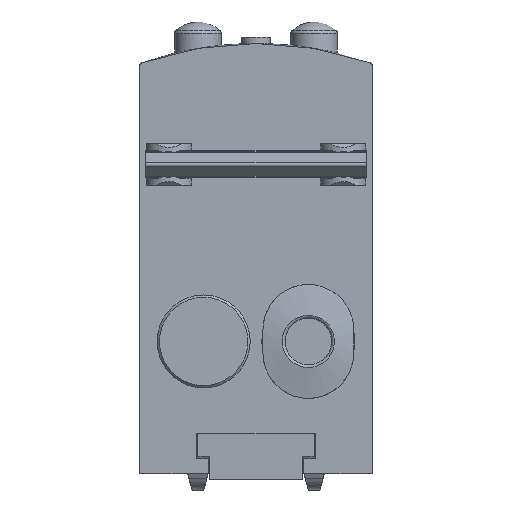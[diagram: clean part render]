
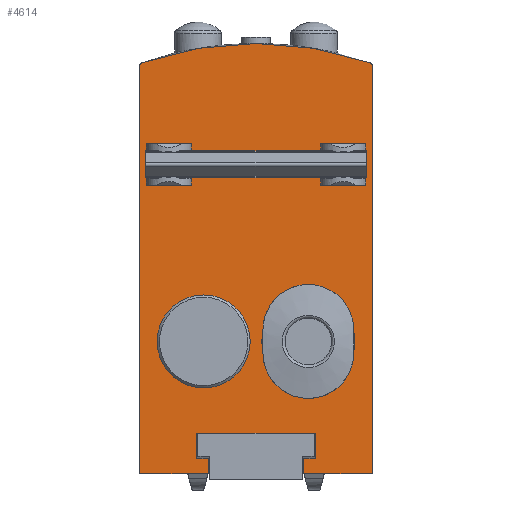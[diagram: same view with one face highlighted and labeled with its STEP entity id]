
A CAD part, front view. The second image highlights one B-rep face of the part: STEP entity #4614.
In plain terms, the highlighted planar face has unit normal (0, -1, 0).
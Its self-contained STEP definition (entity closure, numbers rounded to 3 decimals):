
#61=PLANE('',#4869);
#205=LINE('',#6139,#517);
#206=LINE('',#6179,#518);
#207=LINE('',#6184,#519);
#208=LINE('',#6192,#520);
#210=LINE('',#6231,#522);
#212=LINE('',#6234,#524);
#213=LINE('',#6243,#525);
#214=LINE('',#6283,#526);
#215=LINE('',#6288,#527);
#216=LINE('',#6296,#528);
#218=LINE('',#6335,#530);
#220=LINE('',#6338,#532);
#246=LINE('',#6482,#558);
#254=LINE('',#6498,#566);
#257=LINE('',#6504,#569);
#258=LINE('',#6505,#570);
#259=LINE('',#6506,#571);
#260=LINE('',#6507,#572);
#261=LINE('',#6508,#573);
#262=LINE('',#6511,#574);
#263=LINE('',#6516,#575);
#264=LINE('',#6518,#576);
#265=LINE('',#6520,#577);
#266=LINE('',#6522,#578);
#267=LINE('',#6524,#579);
#268=LINE('',#6525,#580);
#269=LINE('',#6526,#581);
#270=LINE('',#6528,#582);
#271=LINE('',#6530,#583);
#517=VECTOR('',#5156,1000.);
#518=VECTOR('',#5165,1000.);
#519=VECTOR('',#5170,1000.);
#520=VECTOR('',#5177,1000.);
#522=VECTOR('',#5187,1000.);
#524=VECTOR('',#5191,1000.);
#525=VECTOR('',#5200,1000.);
#526=VECTOR('',#5209,1000.);
#527=VECTOR('',#5214,1000.);
#528=VECTOR('',#5221,1000.);
#530=VECTOR('',#5231,1000.);
#532=VECTOR('',#5235,1000.);
#558=VECTOR('',#5305,1000.);
#566=VECTOR('',#5313,1000.);
#569=VECTOR('',#5318,1000.);
#570=VECTOR('',#5319,1000.);
#571=VECTOR('',#5320,1000.);
#572=VECTOR('',#5321,1000.);
#573=VECTOR('',#5322,1000.);
#574=VECTOR('',#5323,1000.);
#575=VECTOR('',#5328,1000.);
#576=VECTOR('',#5329,1000.);
#577=VECTOR('',#5330,1000.);
#578=VECTOR('',#5331,1000.);
#579=VECTOR('',#5332,1000.);
#580=VECTOR('',#5333,1000.);
#581=VECTOR('',#5334,1000.);
#582=VECTOR('',#5335,1000.);
#583=VECTOR('',#5336,1000.);
#976=ORIENTED_EDGE('',*,*,#1788,.F.);
#977=ORIENTED_EDGE('',*,*,#1818,.F.);
#978=ORIENTED_EDGE('',*,*,#1799,.F.);
#979=ORIENTED_EDGE('',*,*,#1908,.F.);
#980=ORIENTED_EDGE('',*,*,#1822,.F.);
#981=ORIENTED_EDGE('',*,*,#1852,.F.);
#982=ORIENTED_EDGE('',*,*,#1833,.F.);
#983=ORIENTED_EDGE('',*,*,#1909,.F.);
#984=ORIENTED_EDGE('',*,*,#1801,.F.);
#985=ORIENTED_EDGE('',*,*,#1910,.T.);
#986=ORIENTED_EDGE('',*,*,#1805,.F.);
#987=ORIENTED_EDGE('',*,*,#1816,.T.);
#988=ORIENTED_EDGE('',*,*,#1835,.F.);
#989=ORIENTED_EDGE('',*,*,#1911,.T.);
#990=ORIENTED_EDGE('',*,*,#1839,.F.);
#991=ORIENTED_EDGE('',*,*,#1850,.T.);
#992=ORIENTED_EDGE('',*,*,#1912,.F.);
#993=ORIENTED_EDGE('',*,*,#1913,.F.);
#994=ORIENTED_EDGE('',*,*,#1914,.F.);
#995=ORIENTED_EDGE('',*,*,#1856,.F.);
#996=ORIENTED_EDGE('',*,*,#1915,.F.);
#997=ORIENTED_EDGE('',*,*,#1916,.T.);
#998=ORIENTED_EDGE('',*,*,#1917,.F.);
#999=ORIENTED_EDGE('',*,*,#1918,.T.);
#1000=ORIENTED_EDGE('',*,*,#1919,.T.);
#1001=ORIENTED_EDGE('',*,*,#1920,.T.);
#1002=ORIENTED_EDGE('',*,*,#1897,.T.);
#1003=ORIENTED_EDGE('',*,*,#1921,.T.);
#1004=ORIENTED_EDGE('',*,*,#1905,.T.);
#1005=ORIENTED_EDGE('',*,*,#1922,.T.);
#1006=ORIENTED_EDGE('',*,*,#1923,.T.);
#1007=ORIENTED_EDGE('',*,*,#1924,.T.);
#1008=ORIENTED_EDGE('',*,*,#1925,.F.);
#1009=ORIENTED_EDGE('',*,*,#1926,.F.);
#1788=EDGE_CURVE('',#2260,#2261,#205,.F.);
#1799=EDGE_CURVE('',#2271,#2257,#206,.T.);
#1801=EDGE_CURVE('',#2272,#2274,#207,.F.);
#1805=EDGE_CURVE('',#2277,#2278,#208,.T.);
#1816=EDGE_CURVE('',#2277,#2274,#210,.T.);
#1818=EDGE_CURVE('',#2257,#2260,#212,.T.);
#1822=EDGE_CURVE('',#2290,#2291,#213,.F.);
#1833=EDGE_CURVE('',#2301,#2287,#214,.T.);
#1835=EDGE_CURVE('',#2302,#2304,#215,.F.);
#1839=EDGE_CURVE('',#2307,#2308,#216,.T.);
#1850=EDGE_CURVE('',#2307,#2304,#218,.T.);
#1852=EDGE_CURVE('',#2287,#2290,#220,.T.);
#1856=EDGE_CURVE('',#2320,#2321,#2615,.T.);
#1897=EDGE_CURVE('',#2358,#2357,#246,.T.);
#1905=EDGE_CURVE('',#2366,#2365,#254,.T.);
#1908=EDGE_CURVE('',#2261,#2271,#257,.T.);
#1909=EDGE_CURVE('',#2291,#2301,#258,.T.);
#1910=EDGE_CURVE('',#2272,#2278,#259,.T.);
#1911=EDGE_CURVE('',#2302,#2308,#260,.T.);
#1912=EDGE_CURVE('',#2368,#2369,#261,.T.);
#1913=EDGE_CURVE('',#2370,#2368,#262,.T.);
#1914=EDGE_CURVE('',#2321,#2370,#2625,.T.);
#1915=EDGE_CURVE('',#2371,#2320,#2626,.T.);
#1916=EDGE_CURVE('',#2371,#2372,#263,.T.);
#1917=EDGE_CURVE('',#2373,#2372,#264,.T.);
#1918=EDGE_CURVE('',#2373,#2374,#265,.T.);
#1919=EDGE_CURVE('',#2374,#2375,#266,.T.);
#1920=EDGE_CURVE('',#2375,#2358,#267,.T.);
#1921=EDGE_CURVE('',#2357,#2366,#268,.T.);
#1922=EDGE_CURVE('',#2365,#2376,#269,.T.);
#1923=EDGE_CURVE('',#2376,#2377,#270,.T.);
#1924=EDGE_CURVE('',#2377,#2369,#271,.T.);
#1925=EDGE_CURVE('',#2378,#2378,#2627,.F.);
#1926=EDGE_CURVE('',#2379,#2379,#2628,.F.);
#2257=VERTEX_POINT('',#6133);
#2260=VERTEX_POINT('',#6138);
#2261=VERTEX_POINT('',#6140);
#2271=VERTEX_POINT('',#6178);
#2272=VERTEX_POINT('',#6182);
#2274=VERTEX_POINT('',#6185);
#2277=VERTEX_POINT('',#6191);
#2278=VERTEX_POINT('',#6193);
#2287=VERTEX_POINT('',#6237);
#2290=VERTEX_POINT('',#6242);
#2291=VERTEX_POINT('',#6244);
#2301=VERTEX_POINT('',#6282);
#2302=VERTEX_POINT('',#6286);
#2304=VERTEX_POINT('',#6289);
#2307=VERTEX_POINT('',#6295);
#2308=VERTEX_POINT('',#6297);
#2320=VERTEX_POINT('',#6358);
#2321=VERTEX_POINT('',#6359);
#2357=VERTEX_POINT('',#6481);
#2358=VERTEX_POINT('',#6483);
#2365=VERTEX_POINT('',#6497);
#2366=VERTEX_POINT('',#6499);
#2368=VERTEX_POINT('',#6509);
#2369=VERTEX_POINT('',#6510);
#2370=VERTEX_POINT('',#6512);
#2371=VERTEX_POINT('',#6515);
#2372=VERTEX_POINT('',#6517);
#2373=VERTEX_POINT('',#6519);
#2374=VERTEX_POINT('',#6521);
#2375=VERTEX_POINT('',#6523);
#2376=VERTEX_POINT('',#6527);
#2377=VERTEX_POINT('',#6529);
#2378=VERTEX_POINT('',#6532);
#2379=VERTEX_POINT('',#6534);
#2615=CIRCLE('',#4851,30.);
#2625=CIRCLE('',#4870,0.3);
#2626=CIRCLE('',#4871,0.3);
#2627=CIRCLE('',#4872,4.);
#2628=CIRCLE('',#4873,4.);
#2732=EDGE_LOOP('',(#976,#977,#978,#979));
#2733=EDGE_LOOP('',(#980,#981,#982,#983));
#2734=EDGE_LOOP('',(#984,#985,#986,#987));
#2735=EDGE_LOOP('',(#988,#989,#990,#991));
#2736=EDGE_LOOP('',(#992,#993,#994,#995,#996,#997,#998,#999,#1000,#1001,
#1002,#1003,#1004,#1005,#1006,#1007));
#2737=EDGE_LOOP('',(#1008));
#2738=EDGE_LOOP('',(#1009));
#3000=FACE_BOUND('',#2732,.T.);
#3001=FACE_BOUND('',#2733,.T.);
#3002=FACE_BOUND('',#2734,.T.);
#3003=FACE_BOUND('',#2735,.T.);
#3004=FACE_BOUND('',#2736,.T.);
#3005=FACE_BOUND('',#2737,.T.);
#3006=FACE_BOUND('',#2738,.T.);
#4614=ADVANCED_FACE('',(#3000,#3001,#3002,#3003,#3004,#3005,#3006),#61,
 .F.);
#4851=AXIS2_PLACEMENT_3D('',#6357,#5244,#5245);
#4869=AXIS2_PLACEMENT_3D('',#6503,#5316,#5317);
#4870=AXIS2_PLACEMENT_3D('',#6513,#5324,#5325);
#4871=AXIS2_PLACEMENT_3D('',#6514,#5326,#5327);
#4872=AXIS2_PLACEMENT_3D('',#6531,#5337,#5338);
#4873=AXIS2_PLACEMENT_3D('',#6533,#5339,#5340);
#5156=DIRECTION('',(0.,0.,-1.));
#5165=DIRECTION('',(0.,0.,-1.));
#5170=DIRECTION('',(0.,0.,-1.));
#5177=DIRECTION('',(0.,0.,-1.));
#5187=DIRECTION('',(1.,0.,0.));
#5191=DIRECTION('',(1.,0.,0.));
#5200=DIRECTION('',(0.,0.,-1.));
#5209=DIRECTION('',(0.,0.,-1.));
#5214=DIRECTION('',(0.,0.,-1.));
#5221=DIRECTION('',(0.,0.,-1.));
#5231=DIRECTION('',(1.,0.,0.));
#5235=DIRECTION('',(1.,0.,0.));
#5244=DIRECTION('',(0.,1.,0.));
#5245=DIRECTION('',(1.,0.,0.));
#5305=DIRECTION('',(1.,0.,0.));
#5313=DIRECTION('',(1.,0.,0.));
#5316=DIRECTION('',(0.,1.,0.));
#5317=DIRECTION('',(0.,0.,1.));
#5318=DIRECTION('',(-1.,0.,0.));
#5319=DIRECTION('',(-1.,0.,0.));
#5320=DIRECTION('',(-1.,0.,0.));
#5321=DIRECTION('',(-1.,0.,0.));
#5322=DIRECTION('',(-1.,0.,0.));
#5323=DIRECTION('',(0.,0.,-1.));
#5324=DIRECTION('',(0.,1.,0.));
#5325=DIRECTION('',(1.,0.,0.));
#5326=DIRECTION('',(0.,1.,0.));
#5327=DIRECTION('',(1.,0.,0.));
#5328=DIRECTION('',(0.,0.,-1.));
#5329=DIRECTION('',(-1.,0.,0.));
#5330=DIRECTION('',(0.,0.,1.));
#5331=DIRECTION('',(-1.,0.,0.));
#5332=DIRECTION('',(0.,0.,1.));
#5333=DIRECTION('',(1.,0.,0.));
#5334=DIRECTION('',(0.,0.,-1.));
#5335=DIRECTION('',(-1.,0.,0.));
#5336=DIRECTION('',(0.,0.,-1.));
#5337=DIRECTION('',(0.,1.,0.));
#5338=DIRECTION('',(0.,0.,1.));
#5339=DIRECTION('',(0.,1.,0.));
#5340=DIRECTION('',(0.,0.,1.));
#6133=CARTESIAN_POINT('',(5.564,0.,24.8));
#6138=CARTESIAN_POINT('',(9.436,0.,24.8));
#6139=CARTESIAN_POINT('',(9.436,0.,28.4));
#6140=CARTESIAN_POINT('',(9.436,0.,25.4));
#6178=CARTESIAN_POINT('',(5.564,0.,25.4));
#6179=CARTESIAN_POINT('',(5.564,0.,28.4));
#6182=CARTESIAN_POINT('',(9.436,0.,27.8));
#6184=CARTESIAN_POINT('',(9.436,0.,28.4));
#6185=CARTESIAN_POINT('',(9.436,0.,28.4));
#6191=CARTESIAN_POINT('',(5.564,0.,28.4));
#6192=CARTESIAN_POINT('',(5.564,0.,28.4));
#6193=CARTESIAN_POINT('',(5.564,0.,27.8));
#6231=CARTESIAN_POINT('',(10.,0.,28.4));
#6234=CARTESIAN_POINT('',(10.,0.,24.8));
#6237=CARTESIAN_POINT('',(-9.436,0.,24.8));
#6242=CARTESIAN_POINT('',(-5.564,0.,24.8));
#6243=CARTESIAN_POINT('',(-5.564,0.,28.4));
#6244=CARTESIAN_POINT('',(-5.564,0.,25.4));
#6282=CARTESIAN_POINT('',(-9.436,0.,25.4));
#6283=CARTESIAN_POINT('',(-9.436,0.,28.4));
#6286=CARTESIAN_POINT('',(-5.564,0.,27.8));
#6288=CARTESIAN_POINT('',(-5.564,0.,28.4));
#6289=CARTESIAN_POINT('',(-5.564,0.,28.4));
#6295=CARTESIAN_POINT('',(-9.436,0.,28.4));
#6296=CARTESIAN_POINT('',(-9.436,0.,28.4));
#6297=CARTESIAN_POINT('',(-9.436,0.,27.8));
#6335=CARTESIAN_POINT('',(10.,0.,28.4));
#6338=CARTESIAN_POINT('',(10.,0.,24.8));
#6357=CARTESIAN_POINT('',(0.,0.,7.));
#6358=CARTESIAN_POINT('',(-9.798,0.,35.355));
#6359=CARTESIAN_POINT('',(9.798,0.,35.355));
#6481=CARTESIAN_POINT('',(-5.,0.,3.5));
#6482=CARTESIAN_POINT('',(-5.1,0.,3.5));
#6483=CARTESIAN_POINT('',(-5.1,0.,3.5));
#6497=CARTESIAN_POINT('',(5.1,0.,3.5));
#6498=CARTESIAN_POINT('',(-5.1,0.,3.5));
#6499=CARTESIAN_POINT('',(5.,0.,3.5));
#6503=CARTESIAN_POINT('',(10.,0.,34.5));
#6504=CARTESIAN_POINT('',(10.,0.,25.4));
#6505=CARTESIAN_POINT('',(10.,0.,25.4));
#6506=CARTESIAN_POINT('',(10.,0.,27.8));
#6507=CARTESIAN_POINT('',(10.,0.,27.8));
#6508=CARTESIAN_POINT('',(10.,0.,0.));
#6509=CARTESIAN_POINT('',(10.,0.,0.));
#6510=CARTESIAN_POINT('',(4.1,0.,0.));
#6511=CARTESIAN_POINT('',(10.,0.,34.5));
#6512=CARTESIAN_POINT('',(10.,0.,35.071));
#6513=CARTESIAN_POINT('',(9.7,0.,35.071));
#6514=CARTESIAN_POINT('',(-9.7,0.,35.071));
#6515=CARTESIAN_POINT('',(-10.,0.,35.071));
#6516=CARTESIAN_POINT('',(-10.,0.,34.5));
#6517=CARTESIAN_POINT('',(-10.,0.,0.));
#6518=CARTESIAN_POINT('',(10.,0.,0.));
#6519=CARTESIAN_POINT('',(-4.1,0.,0.));
#6520=CARTESIAN_POINT('',(-4.1,0.,0.));
#6521=CARTESIAN_POINT('',(-4.1,0.,1.3));
#6522=CARTESIAN_POINT('',(-4.1,0.,1.3));
#6523=CARTESIAN_POINT('',(-5.1,0.,1.3));
#6524=CARTESIAN_POINT('',(-5.1,0.,1.3));
#6525=CARTESIAN_POINT('',(-5.1,0.,3.5));
#6526=CARTESIAN_POINT('',(5.1,0.,3.5));
#6527=CARTESIAN_POINT('',(5.1,0.,1.3));
#6528=CARTESIAN_POINT('',(5.1,0.,1.3));
#6529=CARTESIAN_POINT('',(4.1,0.,1.3));
#6530=CARTESIAN_POINT('',(4.1,0.,1.3));
#6531=CARTESIAN_POINT('',(4.5,0.,11.375));
#6532=CARTESIAN_POINT('',(4.5,0.,15.375));
#6533=CARTESIAN_POINT('',(-4.5,0.,11.375));
#6534=CARTESIAN_POINT('',(-4.5,0.,15.375));
